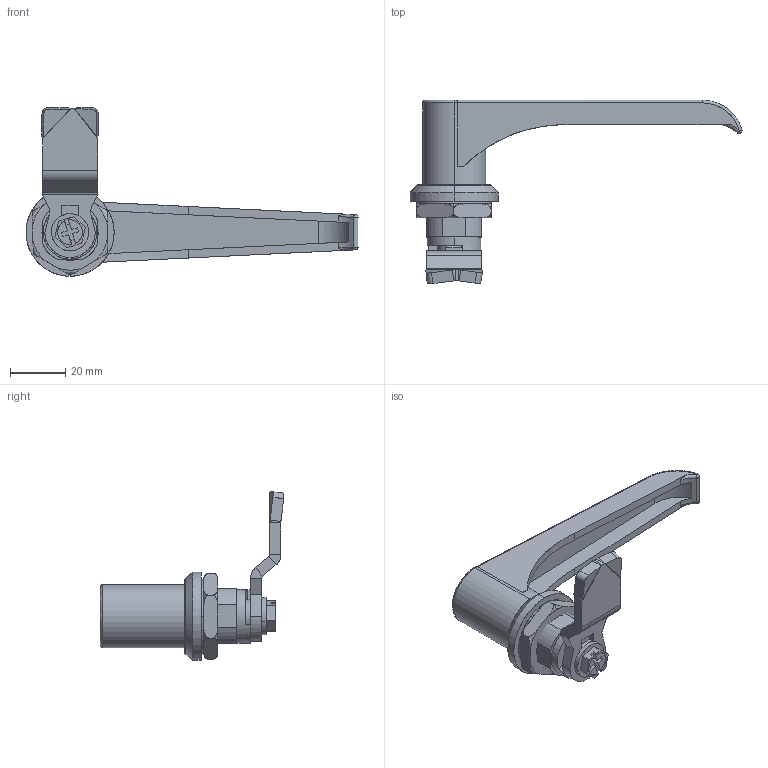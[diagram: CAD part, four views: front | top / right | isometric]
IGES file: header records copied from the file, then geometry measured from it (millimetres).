
Start section: SolidWorks IGES file using analytic representation for surfaces
Bounding box: 120.58 x 66.8 x 61.23 mm (x, y, z)
Surface area: 17662.4 mm2 (no closed solid volume)
Topology: 0 solids, 0 shells, 210 faces, 2355 edges, 2353 vertices
Faces by surface type: bspline 148, revolution 62
